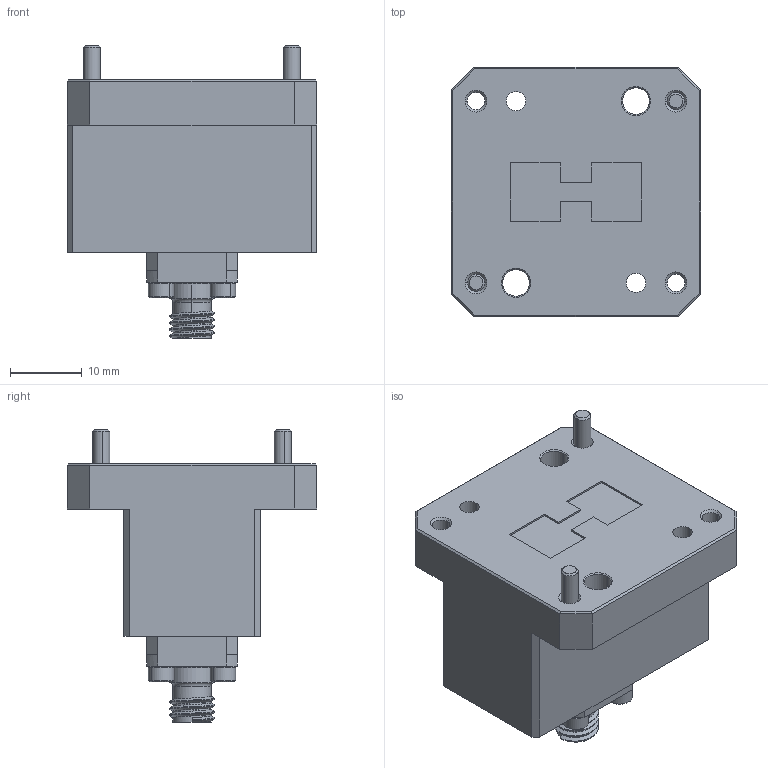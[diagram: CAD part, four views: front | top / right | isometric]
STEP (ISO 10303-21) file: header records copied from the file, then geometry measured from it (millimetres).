
FILE_DESCRIPTION (( 'STEP AP203' ), '1' );
FILE_NAME ('WC-650SE-WRD.STEP', '2022-12-15T23:54:11', ( '' ), ( '' ), 'SwSTEP 2.0', 'SolidWorks 2021', '' );
FILE_SCHEMA (( 'CONFIG_CONTROL_DESIGN' ));
Length unit declared in the file: inch
Products named in the file (1): WC-650SE-WRD
Bounding box: 34.92 x 34.92 x 40.96 mm (x, y, z)
Volume: 19938.1 mm3; surface area: 7056.3 mm2
Topology: 3 solids, 5 shells, 516 faces, 1074 edges, 616 vertices
Faces by surface type: plane 212, cone 196, cylinder 101, torus 4, bspline 3
Entity records: 14444 total; most frequent: CARTESIAN_POINT 3446, DIRECTION 2364, ORIENTED_EDGE 2148, EDGE_CURVE 1074, AXIS2_PLACEMENT_3D 913, VERTEX_POINT 616, EDGE_LOOP 584, LINE 538
